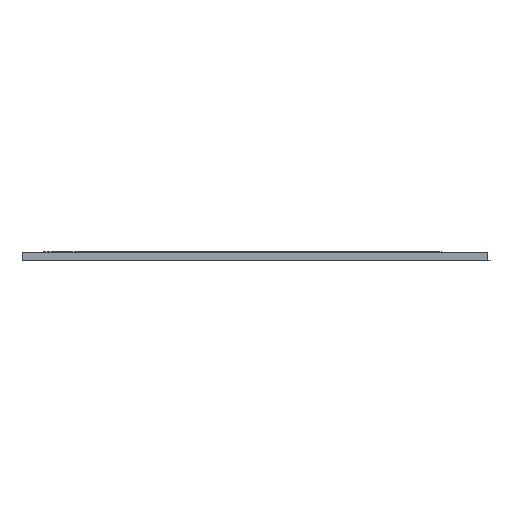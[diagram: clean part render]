
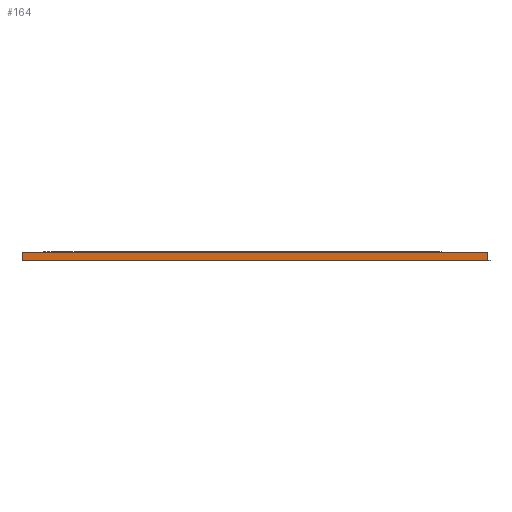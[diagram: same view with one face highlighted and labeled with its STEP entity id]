
A CAD part, left-side view. The second image highlights one B-rep face of the part: STEP entity #164.
In plain terms, the highlighted planar face has unit normal (1, 0, 0).
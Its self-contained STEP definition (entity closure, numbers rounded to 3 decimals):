
#164=ADVANCED_FACE('',(#492),#820,.T.);
#492=FACE_OUTER_BOUND('',#3074,.T.);
#820=PLANE('',#10488);
#1724=ORIENTED_EDGE('',*,*,#3746,.F.);
#1725=ORIENTED_EDGE('',*,*,#3754,.T.);
#1726=ORIENTED_EDGE('',*,*,#3747,.T.);
#1727=ORIENTED_EDGE('',*,*,#3755,.F.);
#3074=EDGE_LOOP('',(#1724,#1725,#1726,#1727));
#3746=EDGE_CURVE('',#7335,#7337,#5017,.T.);
#3747=EDGE_CURVE('',#7336,#7338,#5018,.T.);
#3754=EDGE_CURVE('',#7335,#7336,#5025,.T.);
#3755=EDGE_CURVE('',#7337,#7338,#5026,.T.);
#5017=LINE('',#9948,#6288);
#5018=LINE('',#9952,#6289);
#5025=LINE('',#9948,#6296);
#5026=LINE('',#9949,#6297);
#6288=VECTOR('',#8471,24.176);
#6289=VECTOR('',#8472,24.176);
#6296=VECTOR('',#8483,0.417);
#6297=VECTOR('',#8484,0.417);
#7335=VERTEX_POINT('',#9948);
#7336=VERTEX_POINT('',#9952);
#7337=VERTEX_POINT('',#9949);
#7338=VERTEX_POINT('',#9953);
#8471=DIRECTION('',(0.,-1.,0.));
#8472=DIRECTION('',(0.,-1.,0.));
#8483=DIRECTION('',(0.,0.,1.));
#8484=DIRECTION('',(0.,0.,1.));
#8485=DIRECTION('',(1.,0.,0.));
#8486=DIRECTION('',(0.,0.,1.));
#9948=CARTESIAN_POINT('',(-23.1,5.1,0.025));
#9949=CARTESIAN_POINT('',(-23.1,-19.076,0.025));
#9952=CARTESIAN_POINT('',(-23.1,5.1,0.442));
#9953=CARTESIAN_POINT('',(-23.1,-19.076,0.442));
#10488=AXIS2_PLACEMENT_3D('',#9948,#8485,#8486);
